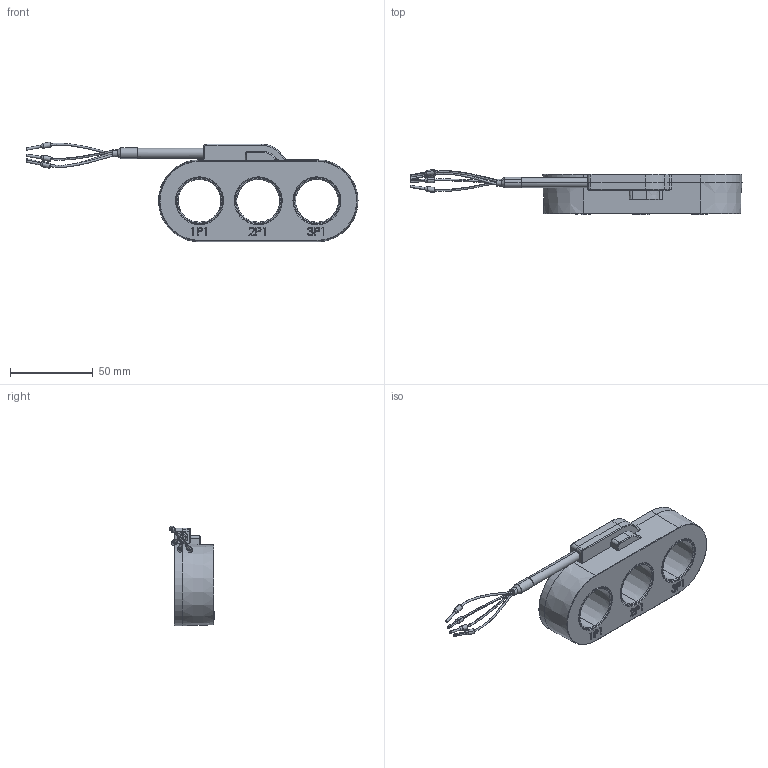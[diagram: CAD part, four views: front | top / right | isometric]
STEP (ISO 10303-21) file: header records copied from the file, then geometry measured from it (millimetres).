
FILE_DESCRIPTION((''),'2;1');
FILE_NAME('ASM0005_SW0001','2021-03-25T11:16:43',('esors'),(''),'CREO PARAMETRIC BY PTC INC, 2018260','CREO PARAMETRIC BY PTC INC, 2018260','');
FILE_SCHEMA(('AUTOMOTIVE_DESIGN { 1 0 10303 214 1 1 1 1 }'));
Length unit declared in the file: millimetre
Products named in the file (1): ASM0005_SW0001
Bounding box: 200.82 x 27.29 x 60.33 mm (x, y, z)
Volume: 69633.5 mm3; surface area: 52867.4 mm2
Topology: 5 solids, 5 shells, 920 faces, 2369 edges, 1506 vertices
Faces by surface type: plane 427, cylinder 146, cone 122, bspline 112, torus 73, extrusion 38, sphere 2
Entity records: 40545 total; most frequent: CARTESIAN_POINT 17050, ORIENTED_EDGE 4734, DIRECTION 4125, EDGE_CURVE 2367, COLOUR_RGB 1578, VERTEX_POINT 1506, AXIS2_PLACEMENT_3D 1417, VECTOR 1291
